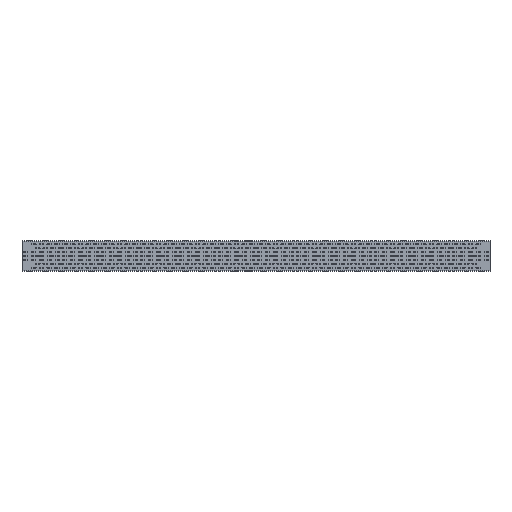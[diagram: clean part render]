
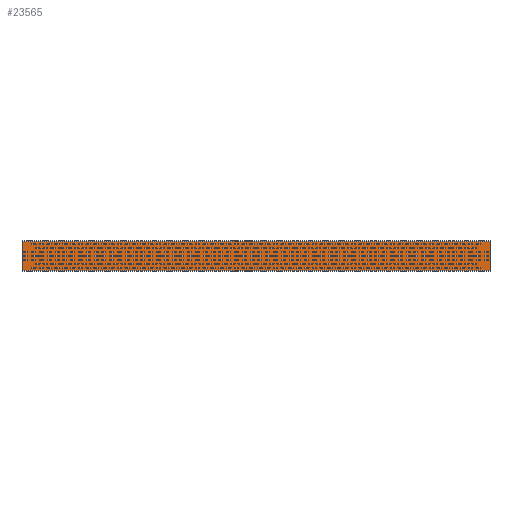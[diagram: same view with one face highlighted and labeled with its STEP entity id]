
A CAD part, top view. The second image highlights one B-rep face of the part: STEP entity #23565.
In plain terms, the highlighted planar face has unit normal (0, 0, 1).
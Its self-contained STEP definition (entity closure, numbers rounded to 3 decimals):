
#3037=FACE_OUTER_BOUND('',#4057,.T.);
#4057=EDGE_LOOP('',(#18704,#18705,#18706,#18707));
#7023=LINE('',#35456,#8947);
#7025=LINE('',#35465,#8949);
#7045=LINE('',#35516,#8969);
#7048=LINE('',#35521,#8972);
#8947=VECTOR('',#27571,1.);
#8949=VECTOR('',#27579,1.);
#8969=VECTOR('',#27629,1.);
#8972=VECTOR('',#27636,1.);
#10878=VERTEX_POINT('',#35453);
#10879=VERTEX_POINT('',#35455);
#10882=VERTEX_POINT('',#35462);
#10883=VERTEX_POINT('',#35464);
#14736=EDGE_CURVE('',#10879,#10878,#7023,.T.);
#14740=EDGE_CURVE('',#10882,#10883,#7025,.T.);
#14767=EDGE_CURVE('',#10883,#10878,#7045,.F.);
#14770=EDGE_CURVE('',#10882,#10879,#7048,.T.);
#18704=ORIENTED_EDGE('',*,*,#14767,.F.);
#18705=ORIENTED_EDGE('',*,*,#14740,.F.);
#18706=ORIENTED_EDGE('',*,*,#14770,.T.);
#18707=ORIENTED_EDGE('',*,*,#14736,.T.);
#22545=PLANE('',#24603);
#23565=ADVANCED_FACE('',(#3037),#22545,.T.);
#24603=AXIS2_PLACEMENT_3D('',#35536,#27658,#27659);
#27571=DIRECTION('',(0.,1.,0.));
#27579=DIRECTION('',(0.,1.,0.));
#27629=DIRECTION('',(-1.,0.,0.));
#27636=DIRECTION('',(1.,0.,0.));
#27658=DIRECTION('center_axis',(0.,0.,1.));
#27659=DIRECTION('ref_axis',(1.,0.,0.));
#35453=CARTESIAN_POINT('',(3182.816,211.735,-11.5));
#35455=CARTESIAN_POINT('',(3182.816,19.735,-11.5));
#35456=CARTESIAN_POINT('',(3182.816,115.735,-11.5));
#35462=CARTESIAN_POINT('',(152.816,19.735,-11.5));
#35464=CARTESIAN_POINT('',(152.816,211.735,-11.5));
#35465=CARTESIAN_POINT('',(152.816,115.735,-11.5));
#35516=CARTESIAN_POINT('',(1667.816,211.735,-11.5));
#35521=CARTESIAN_POINT('',(1667.816,19.735,-11.5));
#35536=CARTESIAN_POINT('Origin',(1667.816,115.735,-11.5));
